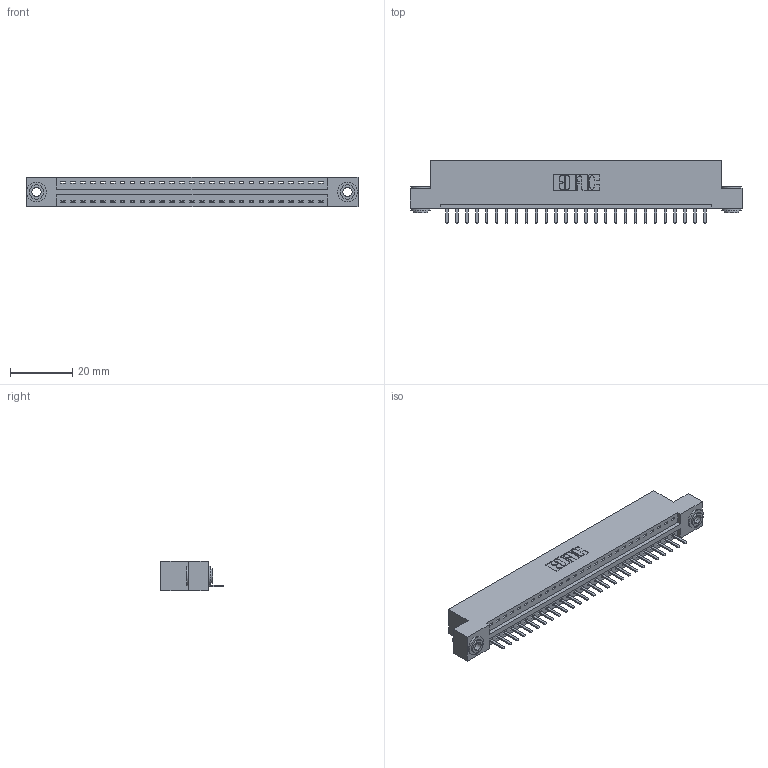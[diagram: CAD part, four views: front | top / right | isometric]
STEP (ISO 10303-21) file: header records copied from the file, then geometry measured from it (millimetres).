
FILE_DESCRIPTION (( 'STEP AP203' ), '1' );
FILE_NAME ('346-027-520-103.STEP', '2018-08-21T23:45:45', ( '' ), ( '' ), 'SwSTEP 2.0', 'SolidWorks 2016', '' );
FILE_SCHEMA (( 'CONFIG_CONTROL_DESIGN' ));
Length unit declared in the file: inch
Products named in the file (4): 346 Part_Flush Mounting Lugs - 0.156 Dia-TH; 345-292-001_345-293-120; 345-250-002_345-250-002-102; 346-027-520-103
Assembly tree (30 placements, depth 2):
  346-027-520-103
    346 Part_Flush Mounting Lugs - 0.156 Dia-TH
    345-292-001_345-293-120  x27
    345-250-002_345-250-002-102  x2
Bounding box: 106.3 x 20.02 x 9.4 mm (x, y, z)
Volume: 10013.5 mm3; surface area: 12313.7 mm2
Topology: 30 solids, 30 shells, 1834 faces, 5373 edges, 3506 vertices
Faces by surface type: plane 1220, cylinder 606, cone 8
Entity records: 19540 total; most frequent: CARTESIAN_POINT 3344, ORIENTED_EDGE 3286, DIRECTION 2987, EDGE_CURVE 1643, LINE 1375, VECTOR 1375, VERTEX_POINT 1090, AXIS2_PLACEMENT_3D 806
